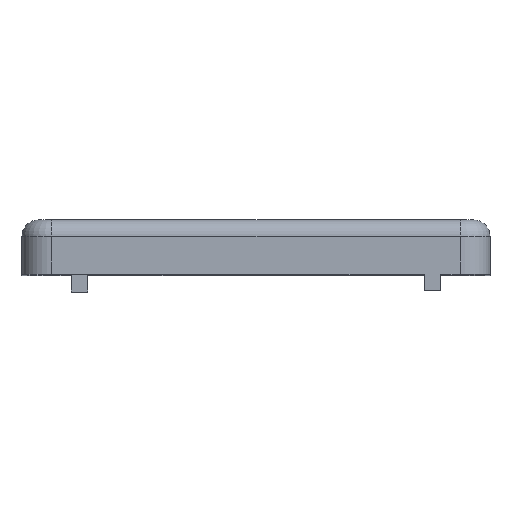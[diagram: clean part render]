
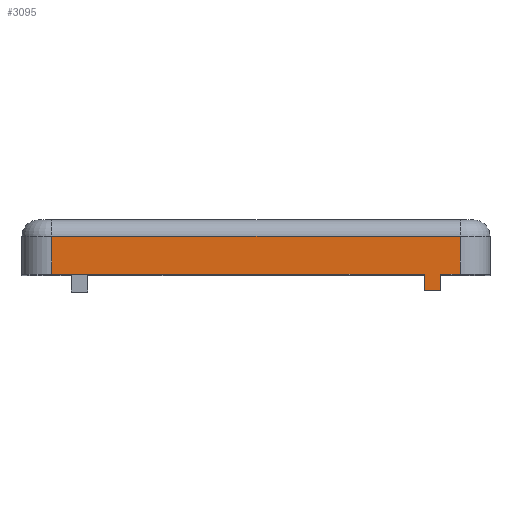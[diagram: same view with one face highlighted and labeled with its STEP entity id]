
A CAD part, top view. The second image highlights one B-rep face of the part: STEP entity #3095.
In plain terms, the highlighted planar face has unit normal (0, 0, 1).
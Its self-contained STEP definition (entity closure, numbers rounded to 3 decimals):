
#9 = VERTEX_POINT ( 'NONE', #885 ) ;
#31 = CARTESIAN_POINT ( 'NONE',  ( -12.4, -3.3, 21.7 ) ) ;
#39 = CARTESIAN_POINT ( 'NONE',  ( 11.2, -3.3, 21.7 ) ) ;
#175 = ORIENTED_EDGE ( 'NONE', *, *, #2851, .F. ) ;
#181 = CARTESIAN_POINT ( 'NONE',  ( 12.4, 0., 21.7 ) ) ;
#245 = CARTESIAN_POINT ( 'NONE',  ( 10.2, -4.3, 21.7 ) ) ;
#282 = CARTESIAN_POINT ( 'NONE',  ( 11.2, -4.3, 21.7 ) ) ;
#295 = DIRECTION ( 'NONE',  ( 1., 0., 0. ) ) ;
#305 = LINE ( 'NONE', #553, #2355 ) ;
#445 = LINE ( 'NONE', #1004, #2977 ) ;
#464 = DIRECTION ( 'NONE',  ( 1., 0., 0. ) ) ;
#553 = CARTESIAN_POINT ( 'NONE',  ( 11.2, -4.3, 21.7 ) ) ;
#644 = LINE ( 'NONE', #2166, #2750 ) ;
#743 = ORIENTED_EDGE ( 'NONE', *, *, #1845, .F. ) ;
#761 = PLANE ( 'NONE',  #2267 ) ;
#814 = DIRECTION ( 'NONE',  ( 0., 1., 0. ) ) ;
#834 = DIRECTION ( 'NONE',  ( 1., 0., 0. ) ) ;
#882 = VERTEX_POINT ( 'NONE', #1264 ) ;
#885 = CARTESIAN_POINT ( 'NONE',  ( 12.4, -1., 21.7 ) ) ;
#888 = CARTESIAN_POINT ( 'NONE',  ( -12.4, 0., 21.7 ) ) ;
#910 = DIRECTION ( 'NONE',  ( -1., 0., 0. ) ) ;
#1004 = CARTESIAN_POINT ( 'NONE',  ( -12.4, -1., 21.7 ) ) ;
#1060 = CARTESIAN_POINT ( 'NONE',  ( -12.4, -3.3, 21.7 ) ) ;
#1204 = VECTOR ( 'NONE', #2881, 1000. ) ;
#1225 = FACE_OUTER_BOUND ( 'NONE', #1517, .T. ) ;
#1245 = EDGE_CURVE ( 'NONE', #1333, #2549, #644, .T. ) ;
#1264 = CARTESIAN_POINT ( 'NONE',  ( -12.4, -1., 21.7 ) ) ;
#1269 = LINE ( 'NONE', #888, #2685 ) ;
#1288 = VECTOR ( 'NONE', #834, 1000. ) ;
#1313 = EDGE_CURVE ( 'NONE', #9, #2736, #3158, .T. ) ;
#1331 = ORIENTED_EDGE ( 'NONE', *, *, #1983, .T. ) ;
#1333 = VERTEX_POINT ( 'NONE', #31 ) ;
#1509 = DIRECTION ( 'NONE',  ( 0., 0., 1. ) ) ;
#1517 = EDGE_LOOP ( 'NONE', ( #1642, #2046, #175, #2509, #1331, #2193, #743, #2778 ) ) ;
#1526 = EDGE_CURVE ( 'NONE', #1796, #2393, #305, .T. ) ;
#1540 = VECTOR ( 'NONE', #910, 1000. ) ;
#1642 = ORIENTED_EDGE ( 'NONE', *, *, #1245, .T. ) ;
#1734 = VERTEX_POINT ( 'NONE', #245 ) ;
#1796 = VERTEX_POINT ( 'NONE', #282 ) ;
#1845 = EDGE_CURVE ( 'NONE', #882, #9, #445, .T. ) ;
#1857 = LINE ( 'NONE', #1060, #1288 ) ;
#1913 = EDGE_CURVE ( 'NONE', #1734, #2549, #2747, .T. ) ;
#1958 = DIRECTION ( 'NONE',  ( 1., 0., 0. ) ) ;
#1983 = EDGE_CURVE ( 'NONE', #2393, #2736, #1857, .T. ) ;
#2046 = ORIENTED_EDGE ( 'NONE', *, *, #1913, .F. ) ;
#2060 = VECTOR ( 'NONE', #814, 1000. ) ;
#2130 = CARTESIAN_POINT ( 'NONE',  ( 11.2, -4.3, 21.7 ) ) ;
#2166 = CARTESIAN_POINT ( 'NONE',  ( -12.4, -3.3, 21.7 ) ) ;
#2193 = ORIENTED_EDGE ( 'NONE', *, *, #1313, .F. ) ;
#2267 = AXIS2_PLACEMENT_3D ( 'NONE', #2727, #1509, #295 ) ;
#2287 = CARTESIAN_POINT ( 'NONE',  ( 10.2, -4.3, 21.7 ) ) ;
#2334 = CARTESIAN_POINT ( 'NONE',  ( 12.4, -3.3, 21.7 ) ) ;
#2355 = VECTOR ( 'NONE', #2535, 1000. ) ;
#2393 = VERTEX_POINT ( 'NONE', #39 ) ;
#2411 = LINE ( 'NONE', #2130, #1540 ) ;
#2509 = ORIENTED_EDGE ( 'NONE', *, *, #1526, .T. ) ;
#2535 = DIRECTION ( 'NONE',  ( 0., 1., 0. ) ) ;
#2549 = VERTEX_POINT ( 'NONE', #2784 ) ;
#2685 = VECTOR ( 'NONE', #3074, 1000. ) ;
#2727 = CARTESIAN_POINT ( 'NONE',  ( -12.4, 0., 21.7 ) ) ;
#2736 = VERTEX_POINT ( 'NONE', #2334 ) ;
#2747 = LINE ( 'NONE', #2287, #2060 ) ;
#2750 = VECTOR ( 'NONE', #464, 1000. ) ;
#2778 = ORIENTED_EDGE ( 'NONE', *, *, #3174, .T. ) ;
#2784 = CARTESIAN_POINT ( 'NONE',  ( 10.2, -3.3, 21.7 ) ) ;
#2851 = EDGE_CURVE ( 'NONE', #1796, #1734, #2411, .T. ) ;
#2881 = DIRECTION ( 'NONE',  ( 0., -1., 0. ) ) ;
#2977 = VECTOR ( 'NONE', #1958, 1000. ) ;
#3074 = DIRECTION ( 'NONE',  ( 0., -1., 0. ) ) ;
#3095 = ADVANCED_FACE ( 'NONE', ( #1225 ), #761, .T. ) ;
#3158 = LINE ( 'NONE', #181, #1204 ) ;
#3174 = EDGE_CURVE ( 'NONE', #882, #1333, #1269, .T. ) ;
